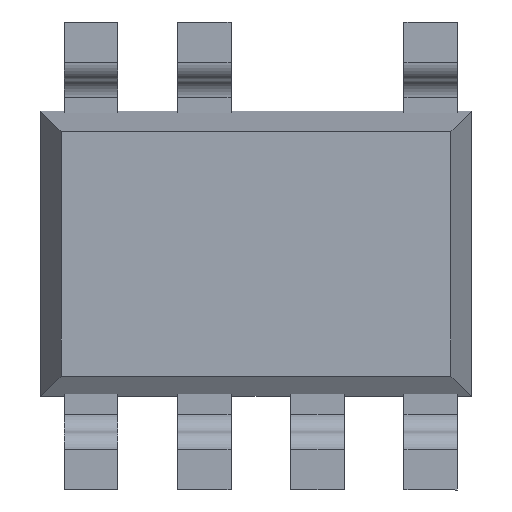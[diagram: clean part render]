
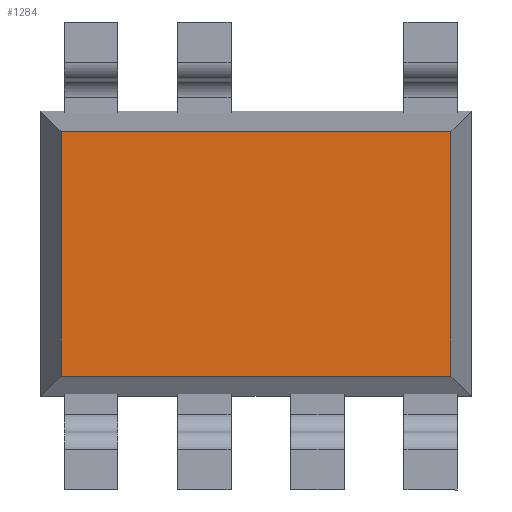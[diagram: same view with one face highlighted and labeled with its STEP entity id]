
A CAD part, front view. The second image highlights one B-rep face of the part: STEP entity #1284.
In plain terms, the highlighted planar face has unit normal (0, -1, 0).
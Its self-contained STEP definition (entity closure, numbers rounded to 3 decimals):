
#33 = LINE ( 'NONE', #365, #628 ) ;
#47 = CARTESIAN_POINT ( 'NONE',  ( 0., 0., 7.251 ) ) ;
#61 = CARTESIAN_POINT ( 'NONE',  ( -0.484, 0., 0. ) ) ;
#127 = FACE_OUTER_BOUND ( 'NONE', #578, .T. ) ;
#224 = VERTEX_POINT ( 'NONE', #1485 ) ;
#250 = DIRECTION ( 'NONE',  ( 0., 0., 1. ) ) ;
#280 = VECTOR ( 'NONE', #629, 1000. ) ;
#286 = CARTESIAN_POINT ( 'NONE',  ( -9.233, 0., 0. ) ) ;
#293 = LINE ( 'NONE', #47, #280 ) ;
#310 = ORIENTED_EDGE ( 'NONE', *, *, #1166, .F. ) ;
#365 = CARTESIAN_POINT ( 'NONE',  ( 0., 0., 12.74 ) ) ;
#397 = ORIENTED_EDGE ( 'NONE', *, *, #562, .F. ) ;
#429 = VERTEX_POINT ( 'NONE', #855 ) ;
#467 = EDGE_CURVE ( 'NONE', #933, #224, #528, .T. ) ;
#528 = LINE ( 'NONE', #61, #729 ) ;
#545 = EDGE_CURVE ( 'NONE', #917, #429, #1074, .T. ) ;
#562 = EDGE_CURVE ( 'NONE', #429, #933, #33, .T. ) ;
#578 = EDGE_LOOP ( 'NONE', ( #1179, #310, #836, #397 ) ) ;
#628 = VECTOR ( 'NONE', #760, 1000. ) ;
#629 = DIRECTION ( 'NONE',  ( -1., 0., 0. ) ) ;
#654 = DIRECTION ( 'NONE',  ( 0., 0., -1. ) ) ;
#657 = AXIS2_PLACEMENT_3D ( 'NONE', #1283, #1144, #250 ) ;
#660 = CARTESIAN_POINT ( 'NONE',  ( -9.233, 0., 7.251 ) ) ;
#729 = VECTOR ( 'NONE', #654, 1000. ) ;
#760 = DIRECTION ( 'NONE',  ( 1., 0., 0. ) ) ;
#810 = PLANE ( 'NONE',  #657 ) ;
#836 = ORIENTED_EDGE ( 'NONE', *, *, #467, .F. ) ;
#855 = CARTESIAN_POINT ( 'NONE',  ( -9.233, 0., 12.74 ) ) ;
#897 = VECTOR ( 'NONE', #1090, 1000. ) ;
#917 = VERTEX_POINT ( 'NONE', #660 ) ;
#933 = VERTEX_POINT ( 'NONE', #1011 ) ;
#1011 = CARTESIAN_POINT ( 'NONE',  ( -0.484, 0., 12.74 ) ) ;
#1074 = LINE ( 'NONE', #286, #897 ) ;
#1090 = DIRECTION ( 'NONE',  ( 0., 0., 1. ) ) ;
#1144 = DIRECTION ( 'NONE',  ( 0., 1., 0. ) ) ;
#1166 = EDGE_CURVE ( 'NONE', #224, #917, #293, .T. ) ;
#1179 = ORIENTED_EDGE ( 'NONE', *, *, #545, .F. ) ;
#1283 = CARTESIAN_POINT ( 'NONE',  ( 0., 0., 0. ) ) ;
#1284 = ADVANCED_FACE ( 'NONE', ( #127 ), #810, .F. ) ;
#1485 = CARTESIAN_POINT ( 'NONE',  ( -0.484, 0., 7.251 ) ) ;
